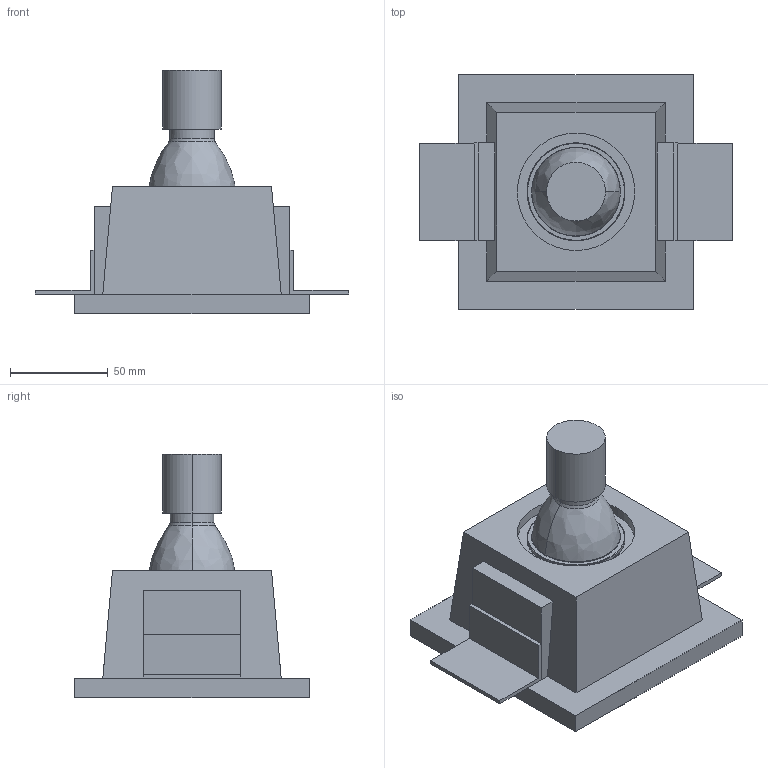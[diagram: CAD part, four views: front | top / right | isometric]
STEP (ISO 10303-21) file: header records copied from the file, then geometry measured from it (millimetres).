
FILE_DESCRIPTION(/* description */ (''),/* implementation_level */ '2;1');
FILE_NAME(/* name */ 'T177_A~1',/* time_stamp */ '2020-11-12T16:58:41+01:00',/* author */ (''),/* organization */ (''),/* preprocessor_version */ 'ST-DEVELOPER v16.5',/* originating_system */ '',/* authorisation */ '');
FILE_SCHEMA (('AUTOMOTIVE_DESIGN'));
Length unit declared in the file: millimetre
Products named in the file (1): Document
Bounding box: 160 x 120 x 124.39 mm (x, y, z)
Volume: 334002 mm3; surface area: 99923.9 mm2
Topology: 9 solids, 9 shells, 165 faces, 368 edges, 225 vertices
Faces by surface type: bspline 99, plane 66
Entity records: 6963 total; most frequent: CARTESIAN_POINT 4625, ORIENTED_EDGE 716, EDGE_CURVE 358, VERTEX_POINT 225, B_SPLINE_CURVE_WITH_KNOTS 184, EDGE_LOOP 181, ADVANCED_FACE 165, FACE_OUTER_BOUND 165
